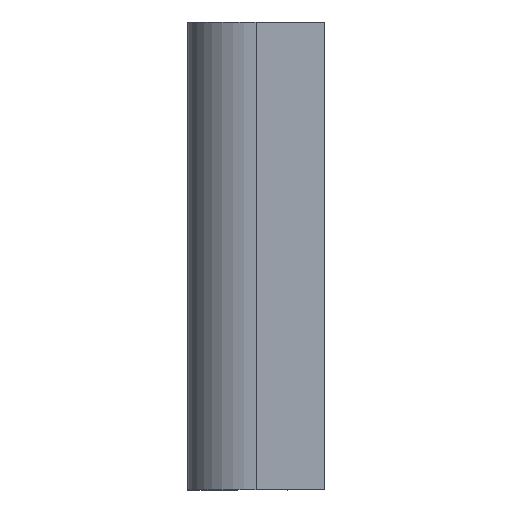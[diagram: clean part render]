
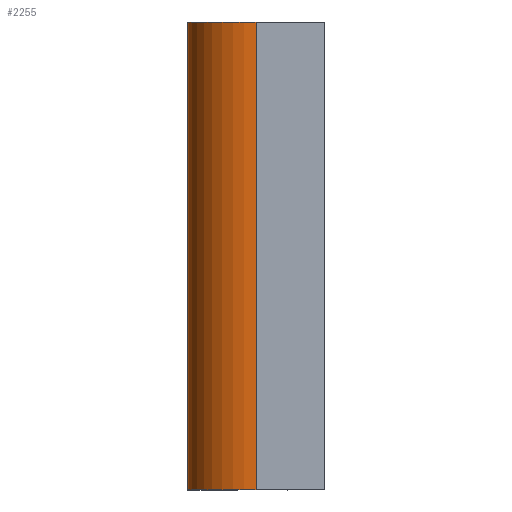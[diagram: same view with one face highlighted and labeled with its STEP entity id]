
A CAD part, left-side view. The second image highlights one B-rep face of the part: STEP entity #2255.
In plain terms, the highlighted cylindrical face has radius 8 mm (diameter 16 mm), a partial arc.
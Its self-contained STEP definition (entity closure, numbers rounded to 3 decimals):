
#22 = CARTESIAN_POINT ( 'NONE',  ( -29.25, 0., 27.5 ) ) ;
#38 = FACE_OUTER_BOUND ( 'NONE', #1837, .T. ) ;
#42 = LINE ( 'NONE', #934, #880 ) ;
#57 = VERTEX_POINT ( 'NONE', #320 ) ;
#101 = ORIENTED_EDGE ( 'NONE', *, *, #169, .F. ) ;
#143 = LINE ( 'NONE', #893, #1255 ) ;
#169 = EDGE_CURVE ( 'NONE', #1218, #1808, #2162, .T. ) ;
#183 = CARTESIAN_POINT ( 'NONE',  ( -29.25, 0., -27.5 ) ) ;
#236 = AXIS2_PLACEMENT_3D ( 'NONE', #22, #954, #1122 ) ;
#320 = CARTESIAN_POINT ( 'NONE',  ( -29.25, 8., -27.5 ) ) ;
#335 = ORIENTED_EDGE ( 'NONE', *, *, #1705, .F. ) ;
#341 = DIRECTION ( 'NONE',  ( -1., 0., 0. ) ) ;
#523 = VERTEX_POINT ( 'NONE', #1989 ) ;
#577 = DIRECTION ( 'NONE',  ( 0., 0., 1. ) ) ;
#584 = DIRECTION ( 'NONE',  ( 0., 0., -1. ) ) ;
#699 = AXIS2_PLACEMENT_3D ( 'NONE', #1460, #2110, #341 ) ;
#776 = ORIENTED_EDGE ( 'NONE', *, *, #1297, .T. ) ;
#880 = VECTOR ( 'NONE', #584, 1000. ) ;
#893 = CARTESIAN_POINT ( 'NONE',  ( -37.25, 0., 27.5 ) ) ;
#934 = CARTESIAN_POINT ( 'NONE',  ( -29.25, 8., 27.5 ) ) ;
#954 = DIRECTION ( 'NONE',  ( 0., 0., 1. ) ) ;
#963 = DIRECTION ( 'NONE',  ( 1., 0., 0. ) ) ;
#1122 = DIRECTION ( 'NONE',  ( 1., 0., 0. ) ) ;
#1160 = ORIENTED_EDGE ( 'NONE', *, *, #1313, .T. ) ;
#1218 = VERTEX_POINT ( 'NONE', #1451 ) ;
#1250 = DIRECTION ( 'NONE',  ( 0., 0., -1. ) ) ;
#1255 = VECTOR ( 'NONE', #1250, 1000. ) ;
#1297 = EDGE_CURVE ( 'NONE', #57, #523, #2126, .T. ) ;
#1313 = EDGE_CURVE ( 'NONE', #1218, #57, #42, .T. ) ;
#1451 = CARTESIAN_POINT ( 'NONE',  ( -29.25, 8., 27.5 ) ) ;
#1460 = CARTESIAN_POINT ( 'NONE',  ( -29.25, 0., 27.5 ) ) ;
#1705 = EDGE_CURVE ( 'NONE', #1808, #523, #143, .T. ) ;
#1808 = VERTEX_POINT ( 'NONE', #2007 ) ;
#1837 = EDGE_LOOP ( 'NONE', ( #776, #335, #101, #1160 ) ) ;
#1989 = CARTESIAN_POINT ( 'NONE',  ( -37.25, 0., -27.5 ) ) ;
#2007 = CARTESIAN_POINT ( 'NONE',  ( -37.25, 0., 27.5 ) ) ;
#2110 = DIRECTION ( 'NONE',  ( 0., 0., -1. ) ) ;
#2126 = CIRCLE ( 'NONE', #2146, 8. ) ;
#2146 = AXIS2_PLACEMENT_3D ( 'NONE', #183, #577, #963 ) ;
#2162 = CIRCLE ( 'NONE', #236, 8. ) ;
#2243 = CYLINDRICAL_SURFACE ( 'NONE', #699, 8. ) ;
#2255 = ADVANCED_FACE ( 'NONE', ( #38 ), #2243, .T. ) ;
